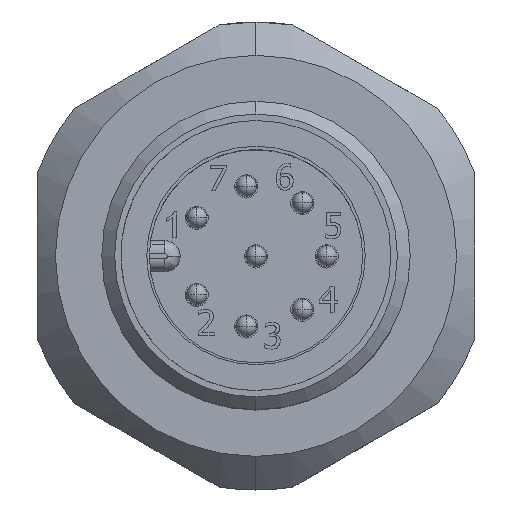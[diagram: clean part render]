
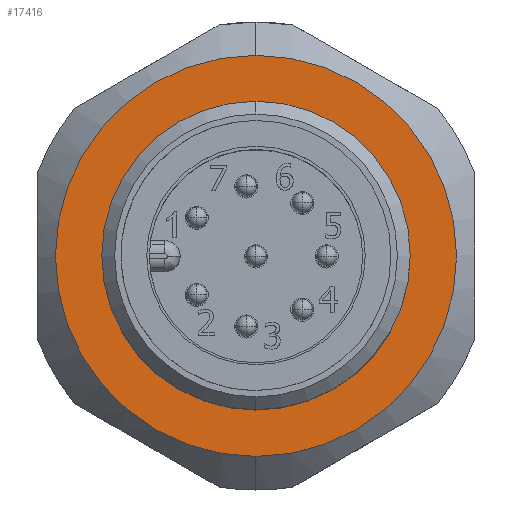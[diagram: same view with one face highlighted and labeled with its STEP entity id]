
A CAD part, top view. The second image highlights one B-rep face of the part: STEP entity #17416.
In plain terms, the highlighted planar face has unit normal (0, 0, 1).
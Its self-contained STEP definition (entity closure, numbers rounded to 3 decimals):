
#17350=AXIS2_PLACEMENT_3D('Circle Axis2P3D',#17348,#17349,$) ;
#17373=AXIS2_PLACEMENT_3D('Circle Axis2P3D',#17371,#17372,$) ;
#17392=AXIS2_PLACEMENT_3D('Plane Axis2P3D',#17389,#17390,#17391) ;
#17400=AXIS2_PLACEMENT_3D('Circle Axis2P3D',#17398,#17399,$) ;
#17409=AXIS2_PLACEMENT_3D('Circle Axis2P3D',#17407,#17408,$) ;
#17338=CARTESIAN_POINT('Vertex',(8.5,1.3,13.3)) ;
#17345=CARTESIAN_POINT('Vertex',(8.5,16.9,13.3)) ;
#17348=CARTESIAN_POINT('Axis2P3D Location',(8.5,9.1,13.3)) ;
#17371=CARTESIAN_POINT('Axis2P3D Location',(8.5,9.1,13.3)) ;
#17389=CARTESIAN_POINT('Axis2P3D Location',(8.5,1.55,13.3)) ;
#17398=CARTESIAN_POINT('Axis2P3D Location',(8.5,9.1,13.3)) ;
#17402=CARTESIAN_POINT('Vertex',(8.5,15.1,13.3)) ;
#17404=CARTESIAN_POINT('Vertex',(8.5,3.1,13.3)) ;
#17407=CARTESIAN_POINT('Axis2P3D Location',(8.5,9.1,13.3)) ;
#17349=DIRECTION('Axis2P3D Direction',(0.,0.,-1.)) ;
#17372=DIRECTION('Axis2P3D Direction',(0.,0.,-1.)) ;
#17390=DIRECTION('Axis2P3D Direction',(0.,0.,1.)) ;
#17391=DIRECTION('Axis2P3D XDirection',(-1.,0.,0.)) ;
#17399=DIRECTION('Axis2P3D Direction',(0.,0.,1.)) ;
#17408=DIRECTION('Axis2P3D Direction',(0.,0.,1.)) ;
#17395=ORIENTED_EDGE('',*,*,#17375,.T.) ;
#17396=ORIENTED_EDGE('',*,*,#17352,.T.) ;
#17413=ORIENTED_EDGE('',*,*,#17406,.F.) ;
#17414=ORIENTED_EDGE('',*,*,#17411,.F.) ;
#17415=FACE_BOUND('',#17412,.T.) ;
#17416=ADVANCED_FACE('V2',(#17397,#17415),#17393,.T.) ;
#17351=CIRCLE('generated circle',#17350,7.8) ;
#17374=CIRCLE('generated circle',#17373,7.8) ;
#17401=CIRCLE('generated circle',#17400,6.) ;
#17410=CIRCLE('generated circle',#17409,6.) ;
#17352=EDGE_CURVE('',#17339,#17346,#17351,.F.) ;
#17375=EDGE_CURVE('',#17346,#17339,#17374,.F.) ;
#17406=EDGE_CURVE('',#17403,#17405,#17401,.T.) ;
#17411=EDGE_CURVE('',#17405,#17403,#17410,.T.) ;
#17394=EDGE_LOOP('',(#17395,#17396)) ;
#17412=EDGE_LOOP('',(#17413,#17414)) ;
#17397=FACE_OUTER_BOUND('',#17394,.T.) ;
#17393=PLANE('',#17392) ;
#17339=VERTEX_POINT('',#17338) ;
#17346=VERTEX_POINT('',#17345) ;
#17403=VERTEX_POINT('',#17402) ;
#17405=VERTEX_POINT('',#17404) ;
